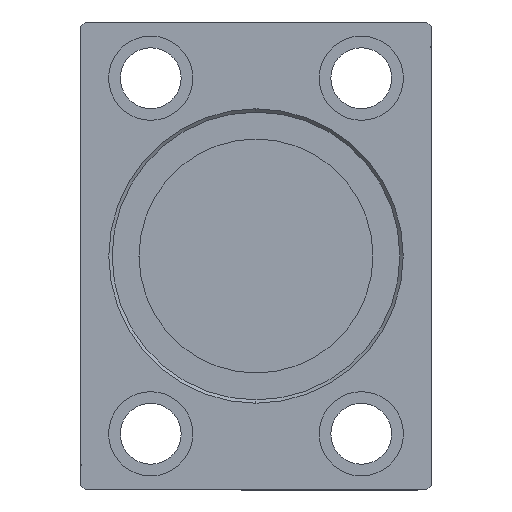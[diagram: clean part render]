
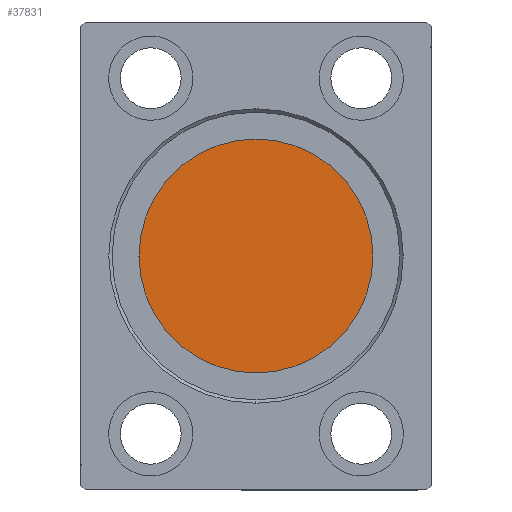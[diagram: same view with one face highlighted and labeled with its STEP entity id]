
A CAD part, left-side view. The second image highlights one B-rep face of the part: STEP entity #37831.
In plain terms, the highlighted planar face has unit normal (-1, 0, 0).
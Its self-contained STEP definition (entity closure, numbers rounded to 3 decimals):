
#340 = CARTESIAN_POINT ( 'NONE',  ( 89.2, 0., 25. ) ) ;
#628 = AXIS2_PLACEMENT_3D ( 'NONE', #33023, #3840, #16300 ) ;
#3840 = DIRECTION ( 'NONE',  ( -1., 0., 0. ) ) ;
#4062 = ORIENTED_EDGE ( 'NONE', *, *, #23117, .T. ) ;
#5080 = AXIS2_PLACEMENT_3D ( 'NONE', #9517, #15729, #19798 ) ;
#5249 = AXIS2_PLACEMENT_3D ( 'NONE', #37821, #34587, #8629 ) ;
#8324 = VERTEX_POINT ( 'NONE', #340 ) ;
#8629 = DIRECTION ( 'NONE',  ( 0., 0., 1. ) ) ;
#9517 = CARTESIAN_POINT ( 'NONE',  ( 89.2, 0., 0. ) ) ;
#11682 = VERTEX_POINT ( 'NONE', #26749 ) ;
#12286 = CIRCLE ( 'NONE', #628, 25. ) ;
#14043 = EDGE_LOOP ( 'NONE', ( #4062, #27624 ) ) ;
#15729 = DIRECTION ( 'NONE',  ( -1., 0., 0. ) ) ;
#16225 = CIRCLE ( 'NONE', #5249, 25. ) ;
#16300 = DIRECTION ( 'NONE',  ( 0., 0., 1. ) ) ;
#19798 = DIRECTION ( 'NONE',  ( 0., 0., 1. ) ) ;
#23117 = EDGE_CURVE ( 'NONE', #8324, #11682, #16225, .T. ) ;
#26749 = CARTESIAN_POINT ( 'NONE',  ( 89.2, 0., -25. ) ) ;
#27624 = ORIENTED_EDGE ( 'NONE', *, *, #36106, .T. ) ;
#29680 = PLANE ( 'NONE',  #5080 ) ;
#33023 = CARTESIAN_POINT ( 'NONE',  ( 89.2, 0., 0. ) ) ;
#33095 = FACE_OUTER_BOUND ( 'NONE', #14043, .T. ) ;
#34587 = DIRECTION ( 'NONE',  ( -1., 0., 0. ) ) ;
#36106 = EDGE_CURVE ( 'NONE', #11682, #8324, #12286, .T. ) ;
#37821 = CARTESIAN_POINT ( 'NONE',  ( 89.2, 0., 0. ) ) ;
#37831 = ADVANCED_FACE ( 'NONE', ( #33095 ), #29680, .T. ) ;
